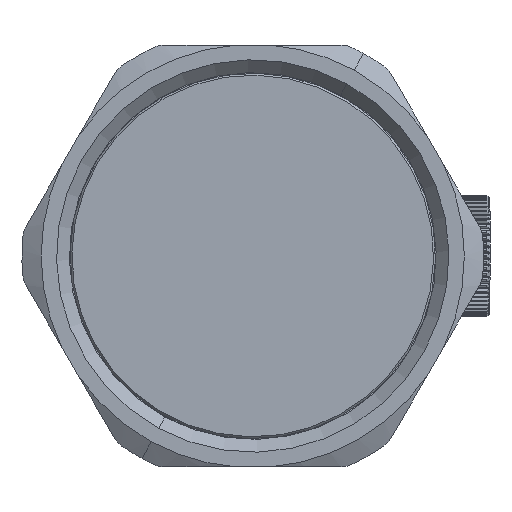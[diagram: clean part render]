
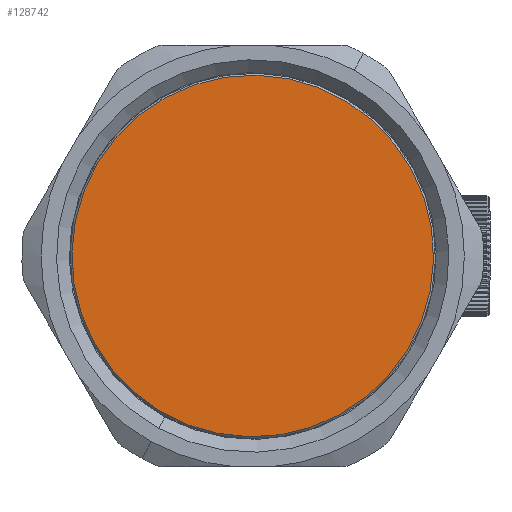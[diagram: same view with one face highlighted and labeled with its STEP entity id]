
A CAD part, left-side view. The second image highlights one B-rep face of the part: STEP entity #128742.
In plain terms, the highlighted planar face has unit normal (-1, 0, 0).
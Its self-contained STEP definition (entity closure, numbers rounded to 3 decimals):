
#128699=CARTESIAN_POINT('Vertex',(89.174,-24.748,13.52)) ;
#128702=CARTESIAN_POINT('Axis2P3D Location',(89.174,0.,0.)) ;
#128706=CARTESIAN_POINT('Vertex',(89.174,24.748,-13.52)) ;
#128721=CARTESIAN_POINT('Axis2P3D Location',(89.174,0.,0.)) ;
#128733=CARTESIAN_POINT('Axis2P3D Location',(89.174,-21.782,0.)) ;
#128703=DIRECTION('Axis2P3D Direction',(1.,0.,0.)) ;
#128722=DIRECTION('Axis2P3D Direction',(1.,0.,0.)) ;
#128734=DIRECTION('Axis2P3D Direction',(-1.,0.,0.)) ;
#128735=DIRECTION('Axis2P3D XDirection',(0.,0.,1.)) ;
#128704=AXIS2_PLACEMENT_3D('Circle Axis2P3D',#128702,#128703,$) ;
#128723=AXIS2_PLACEMENT_3D('Circle Axis2P3D',#128721,#128722,$) ;
#128736=AXIS2_PLACEMENT_3D('Plane Axis2P3D',#128733,#128734,#128735) ;
#128705=CIRCLE('generated circle',#128704,28.2) ;
#128724=CIRCLE('generated circle',#128723,28.2) ;
#128737=PLANE('',#128736) ;
#128708=EDGE_CURVE('',#128707,#128700,#128705,.F.) ;
#128725=EDGE_CURVE('',#128700,#128707,#128724,.F.) ;
#128739=ORIENTED_EDGE('',*,*,#128708,.T.) ;
#128740=ORIENTED_EDGE('',*,*,#128725,.T.) ;
#128738=EDGE_LOOP('',(#128739,#128740)) ;
#128700=VERTEX_POINT('',#128699) ;
#128707=VERTEX_POINT('',#128706) ;
#128742=ADVANCED_FACE('PartBody',(#128741),#128737,.T.) ;
#128741=FACE_OUTER_BOUND('',#128738,.T.) ;
